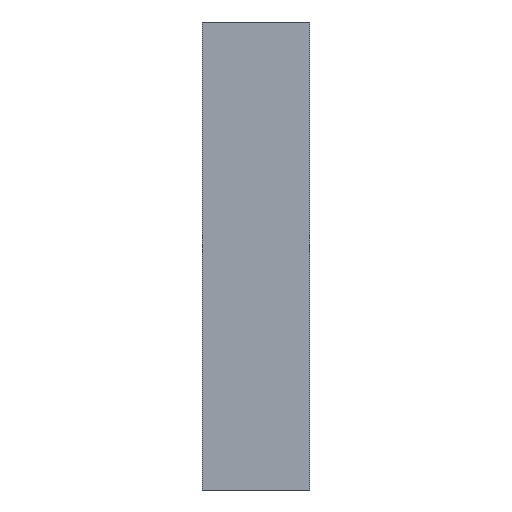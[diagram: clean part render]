
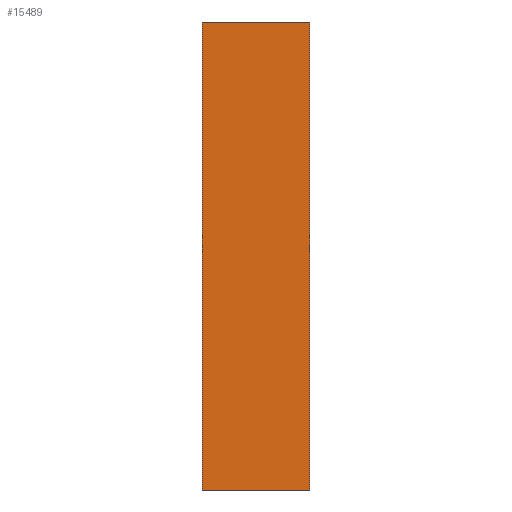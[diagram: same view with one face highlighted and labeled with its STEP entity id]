
A CAD part, left-side view. The second image highlights one B-rep face of the part: STEP entity #15489.
In plain terms, the highlighted planar face has unit normal (-1, 0, 0).
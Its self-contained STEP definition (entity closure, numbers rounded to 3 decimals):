
#18 = ORIENTED_EDGE ( 'NONE', *, *, #467, .T. ) ;
#467 = EDGE_CURVE ( 'NONE', #2636, #3929, #2175, .T. ) ;
#468 = CARTESIAN_POINT ( 'NONE',  ( -27.25, 0., 54.5 ) ) ;
#1256 = DIRECTION ( 'NONE',  ( 0., 0., 1. ) ) ;
#1546 = ORIENTED_EDGE ( 'NONE', *, *, #2485, .F. ) ;
#1866 = ORIENTED_EDGE ( 'NONE', *, *, #2803, .F. ) ;
#2037 = DIRECTION ( 'NONE',  ( 0., -1., 0. ) ) ;
#2175 = LINE ( 'NONE', #9534, #4462 ) ;
#2485 = EDGE_CURVE ( 'NONE', #12612, #3929, #6282, .T. ) ;
#2548 = CARTESIAN_POINT ( 'NONE',  ( -27.25, 25., -54.5 ) ) ;
#2636 = VERTEX_POINT ( 'NONE', #3304 ) ;
#2803 = EDGE_CURVE ( 'NONE', #12386, #12612, #10598, .T. ) ;
#3053 = CARTESIAN_POINT ( 'NONE',  ( -27.25, 25., 54.5 ) ) ;
#3304 = CARTESIAN_POINT ( 'NONE',  ( -27.25, 0., -54.5 ) ) ;
#3929 = VERTEX_POINT ( 'NONE', #468 ) ;
#4462 = VECTOR ( 'NONE', #7160, 1000. ) ;
#4486 = LINE ( 'NONE', #2548, #10501 ) ;
#4911 = DIRECTION ( 'NONE',  ( 1., 0., 0. ) ) ;
#4956 = VECTOR ( 'NONE', #1256, 1000. ) ;
#4966 = PLANE ( 'NONE',  #14956 ) ;
#6064 = CARTESIAN_POINT ( 'NONE',  ( -27.25, 25., -54.5 ) ) ;
#6125 = DIRECTION ( 'NONE',  ( 0., 0., -1. ) ) ;
#6282 = LINE ( 'NONE', #3053, #11902 ) ;
#6934 = FACE_OUTER_BOUND ( 'NONE', #7746, .T. ) ;
#7160 = DIRECTION ( 'NONE',  ( 0., 0., 1. ) ) ;
#7746 = EDGE_LOOP ( 'NONE', ( #18, #1546, #1866, #12083 ) ) ;
#8493 = CARTESIAN_POINT ( 'NONE',  ( -27.25, 25., -54.5 ) ) ;
#8613 = DIRECTION ( 'NONE',  ( 0., -1., 0. ) ) ;
#9534 = CARTESIAN_POINT ( 'NONE',  ( -27.25, 0., -54.5 ) ) ;
#10501 = VECTOR ( 'NONE', #8613, 1000. ) ;
#10598 = LINE ( 'NONE', #8493, #4956 ) ;
#11343 = CARTESIAN_POINT ( 'NONE',  ( -27.25, 25., 54.5 ) ) ;
#11902 = VECTOR ( 'NONE', #2037, 1000. ) ;
#12083 = ORIENTED_EDGE ( 'NONE', *, *, #15529, .T. ) ;
#12386 = VERTEX_POINT ( 'NONE', #12852 ) ;
#12612 = VERTEX_POINT ( 'NONE', #11343 ) ;
#12852 = CARTESIAN_POINT ( 'NONE',  ( -27.25, 25., -54.5 ) ) ;
#14956 = AXIS2_PLACEMENT_3D ( 'NONE', #6064, #4911, #6125 ) ;
#15489 = ADVANCED_FACE ( 'NONE', ( #6934 ), #4966, .F. ) ;
#15529 = EDGE_CURVE ( 'NONE', #12386, #2636, #4486, .T. ) ;
